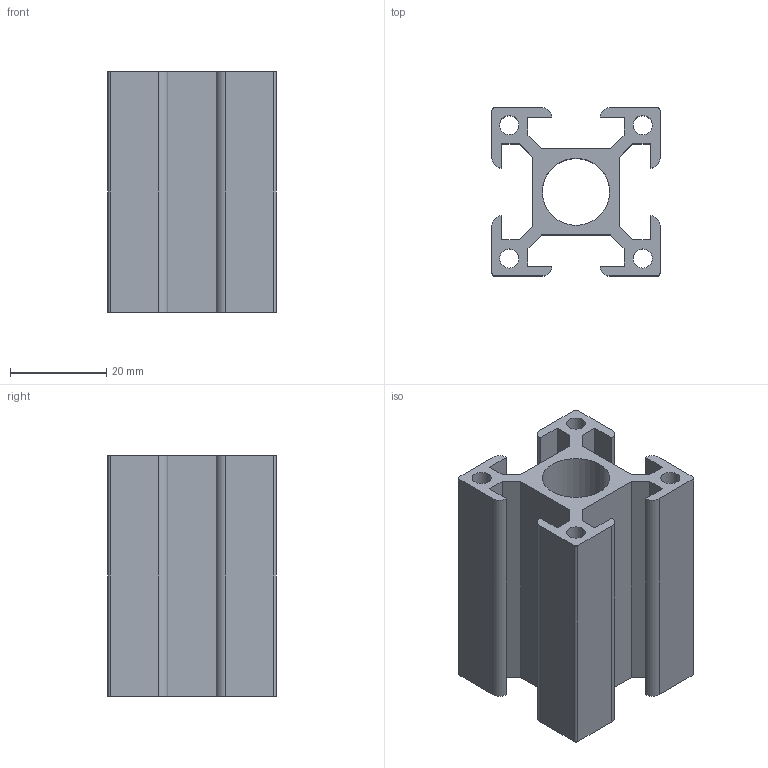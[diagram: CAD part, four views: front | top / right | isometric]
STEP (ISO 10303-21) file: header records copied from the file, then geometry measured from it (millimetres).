
FILE_DESCRIPTION(/* description */ (''),/* implementation_level */ '2;1');
FILE_NAME(/* name */ '001.010.35.35.stp',/* time_stamp */ '2020-12-06T22:55:25+08:00',/* author */ (''),/* organization */ (''),/* preprocessor_version */ 'ST-DEVELOPER v16',/* originating_system */ 'SIEMENS PLM Software NX 10.0',/* authorisation */ '');
FILE_SCHEMA (('AUTOMOTIVE_DESIGN { 1 0 10303 214 3 1 1 1 }'));
Length unit declared in the file: millimetre
Products named in the file (1): Admi2ED8617Fxams
Bounding box: 35 x 35 x 50 mm (x, y, z)
Volume: 22217.9 mm3; surface area: 18966.3 mm2
Topology: 1 solids, 1 shells, 55 faces, 159 edges, 106 vertices
Faces by surface type: plane 38, cylinder 17
Full cylindrical faces by diameter (mm): 4 x4, 14 x1
Entity records: 1834 total; most frequent: CARTESIAN_POINT 316, ORIENTED_EDGE 308, DIRECTION 300, EDGE_CURVE 154, LINE 120, VECTOR 120, VERTEX_POINT 106, AXIS2_PLACEMENT_3D 90
